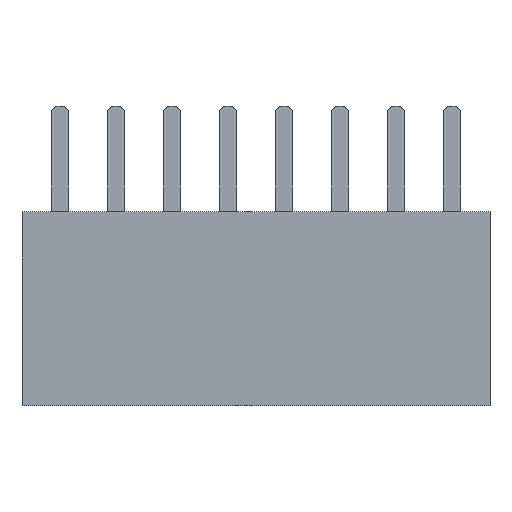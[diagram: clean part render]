
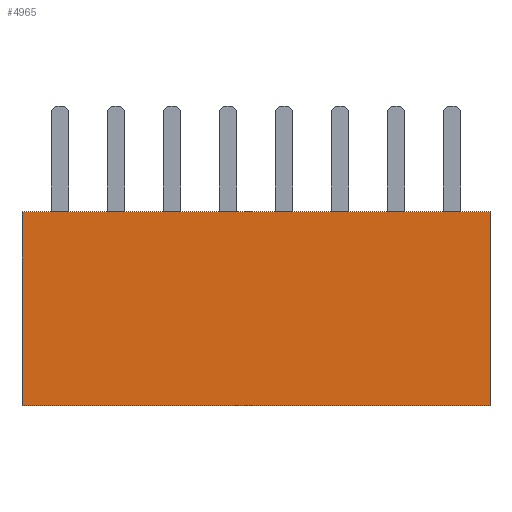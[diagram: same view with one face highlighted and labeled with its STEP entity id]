
A CAD part, top view. The second image highlights one B-rep face of the part: STEP entity #4965.
In plain terms, the highlighted planar face has unit normal (0, 0, 1).
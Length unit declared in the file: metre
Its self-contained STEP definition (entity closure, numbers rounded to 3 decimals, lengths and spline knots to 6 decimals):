
#1020=ORIENTED_EDGE('',*,*,#1918,.T.);
#1021=ORIENTED_EDGE('',*,*,#1930,.F.);
#1022=ORIENTED_EDGE('',*,*,#1931,.F.);
#1023=ORIENTED_EDGE('',*,*,#1921,.T.);
#1918=EDGE_CURVE('',#2455,#2454,#3078,.T.);
#1921=EDGE_CURVE('',#2457,#2455,#3081,.T.);
#1930=EDGE_CURVE('',#2464,#2454,#3090,.T.);
#1931=EDGE_CURVE('',#2457,#2464,#3091,.T.);
#2454=VERTEX_POINT('',#7720);
#2455=VERTEX_POINT('',#7722);
#2457=VERTEX_POINT('',#7728);
#2464=VERTEX_POINT('',#7746);
#3078=LINE('',#7721,#3774);
#3081=LINE('',#7727,#3777);
#3090=LINE('',#7745,#3786);
#3091=LINE('',#7747,#3787);
#3774=VECTOR('',#6378,1.);
#3777=VECTOR('',#6383,1.);
#3786=VECTOR('',#6396,1.);
#3787=VECTOR('',#6397,1.);
#4183=EDGE_LOOP('',(#1020,#1021,#1022,#1023));
#4449=FACE_BOUND('',#4183,.T.);
#4715=PLANE('',#5421);
#4965=ADVANCED_FACE('',(#4449),#4715,.F.);
#5421=AXIS2_PLACEMENT_3D('',#7744,#6394,#6395);
#6378=DIRECTION('',(-1.,0.,0.));
#6383=DIRECTION('',(0.,1.,0.));
#6394=DIRECTION('',(0.,0.,-1.));
#6395=DIRECTION('',(-1.,0.,0.));
#6396=DIRECTION('',(0.,1.,0.));
#6397=DIRECTION('',(-1.,0.,0.));
#7720=CARTESIAN_POINT('',(-0.00531,0.,0.0015));
#7721=CARTESIAN_POINT('',(0.,0.,0.0015));
#7722=CARTESIAN_POINT('',(0.00531,0.,0.0015));
#7727=CARTESIAN_POINT('',(0.00531,-0.0044,0.0015));
#7728=CARTESIAN_POINT('',(0.00531,-0.0044,0.0015));
#7744=CARTESIAN_POINT('',(0.,-0.0044,0.0015));
#7745=CARTESIAN_POINT('',(-0.00531,-0.0044,0.0015));
#7746=CARTESIAN_POINT('',(-0.00531,-0.0044,0.0015));
#7747=CARTESIAN_POINT('',(0.,-0.0044,0.0015));
